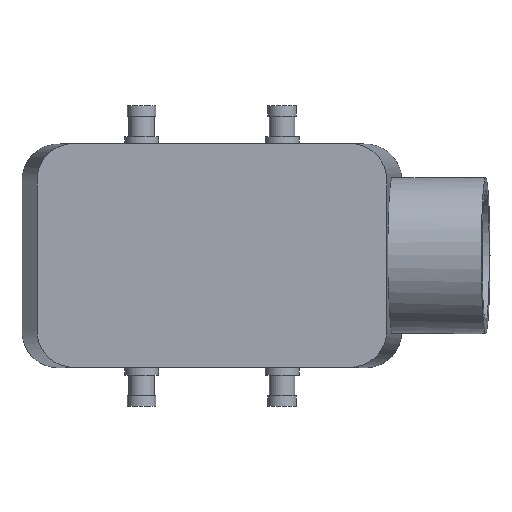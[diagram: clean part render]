
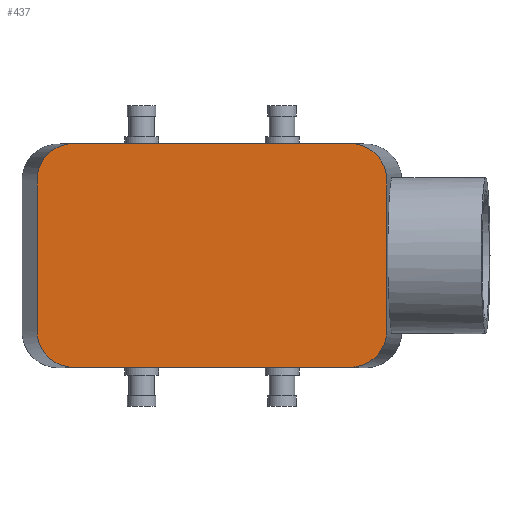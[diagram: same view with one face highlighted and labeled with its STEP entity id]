
A CAD part, top view. The second image highlights one B-rep face of the part: STEP entity #437.
In plain terms, the highlighted planar face has unit normal (0, 0, 1).
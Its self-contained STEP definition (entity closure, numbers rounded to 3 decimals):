
#437 = ADVANCED_FACE( '', ( #950 ), #951, .T. );
#950 = FACE_OUTER_BOUND( '', #1518, .T. );
#951 = PLANE( '', #1519 );
#1518 = EDGE_LOOP( '', ( #2778, #2779, #2780, #2781, #2782, #2783, #2784, #2785 ) );
#1519 = AXIS2_PLACEMENT_3D( '', #2786, #2787, #2788 );
#2778 = ORIENTED_EDGE( '', *, *, #3268, .T. );
#2779 = ORIENTED_EDGE( '', *, *, #3684, .T. );
#2780 = ORIENTED_EDGE( '', *, *, #3265, .F. );
#2781 = ORIENTED_EDGE( '', *, *, #3657, .F. );
#2782 = ORIENTED_EDGE( '', *, *, #3289, .T. );
#2783 = ORIENTED_EDGE( '', *, *, #3685, .F. );
#2784 = ORIENTED_EDGE( '', *, *, #3686, .F. );
#2785 = ORIENTED_EDGE( '', *, *, #3477, .T. );
#2786 = CARTESIAN_POINT( '', ( -33.6, 0., 72. ) );
#2787 = DIRECTION( '', ( 0., 0., 1. ) );
#2788 = DIRECTION( '', ( 1., 0., 0. ) );
#3265 = EDGE_CURVE( '', #3862, #3841, #3864, .T. );
#3268 = EDGE_CURVE( '', #3869, #3866, #3870, .T. );
#3289 = EDGE_CURVE( '', #3907, #3905, #3908, .T. );
#3477 = EDGE_CURVE( '', #4212, #3869, #4213, .T. );
#3657 = EDGE_CURVE( '', #3907, #3862, #4459, .T. );
#3684 = EDGE_CURVE( '', #3866, #3841, #4489, .T. );
#3685 = EDGE_CURVE( '', #4490, #3905, #4491, .T. );
#3686 = EDGE_CURVE( '', #4212, #4490, #4492, .T. );
#3841 = VERTEX_POINT( '', #4716 );
#3862 = VERTEX_POINT( '', #4746 );
#3864 = ELLIPSE( '', #4749, 7.011, 7. );
#3866 = VERTEX_POINT( '', #4751 );
#3869 = VERTEX_POINT( '', #4755 );
#3870 = ELLIPSE( '', #4756, 7.011, 7. );
#3905 = VERTEX_POINT( '', #4806 );
#3907 = VERTEX_POINT( '', #4809 );
#3908 = ELLIPSE( '', #4810, 7.011, 7. );
#4212 = VERTEX_POINT( '', #5301 );
#4213 = LINE( '', #5302, #5303 );
#4459 = LINE( '', #5715, #5716 );
#4489 = LINE( '', #5757, #5758 );
#4490 = VERTEX_POINT( '', #5759 );
#4491 = LINE( '', #5760, #5761 );
#4492 = ELLIPSE( '', #5762, 7.011, 7. );
#4716 = CARTESIAN_POINT( '', ( 26.589, -21.5, 72. ) );
#4746 = CARTESIAN_POINT( '', ( 33.6, -14.5, 72. ) );
#4749 = AXIS2_PLACEMENT_3D( '', #5924, #5925, #5926 );
#4751 = CARTESIAN_POINT( '', ( -26.589, -21.5, 72. ) );
#4755 = CARTESIAN_POINT( '', ( -33.6, -14.5, 72. ) );
#4756 = AXIS2_PLACEMENT_3D( '', #5928, #5929, #5930 );
#4806 = CARTESIAN_POINT( '', ( 26.589, 21.5, 72. ) );
#4809 = CARTESIAN_POINT( '', ( 33.6, 14.5, 72. ) );
#4810 = AXIS2_PLACEMENT_3D( '', #5950, #5951, #5952 );
#5301 = CARTESIAN_POINT( '', ( -33.6, 14.5, 72. ) );
#5302 = CARTESIAN_POINT( '', ( -33.6, 0., 72. ) );
#5303 = VECTOR( '', #6144, 1000. );
#5715 = CARTESIAN_POINT( '', ( 33.6, 0., 72. ) );
#5716 = VECTOR( '', #6298, 1000. );
#5757 = CARTESIAN_POINT( '', ( -33.6, -21.5, 72. ) );
#5758 = VECTOR( '', #6316, 1000. );
#5759 = CARTESIAN_POINT( '', ( -26.589, 21.5, 72. ) );
#5760 = CARTESIAN_POINT( '', ( -33.6, 21.5, 72. ) );
#5761 = VECTOR( '', #6317, 1000. );
#5762 = AXIS2_PLACEMENT_3D( '', #6318, #6319, #6320 );
#5924 = CARTESIAN_POINT( '', ( 26.589, -14.5, 72. ) );
#5925 = DIRECTION( '', ( 0., 0., -1. ) );
#5926 = DIRECTION( '', ( 1., 0., 0. ) );
#5928 = CARTESIAN_POINT( '', ( -26.589, -14.5, 72. ) );
#5929 = DIRECTION( '', ( 0., 0., 1. ) );
#5930 = DIRECTION( '', ( -1., 0., 0. ) );
#5950 = CARTESIAN_POINT( '', ( 26.589, 14.5, 72. ) );
#5951 = DIRECTION( '', ( 0., 0., 1. ) );
#5952 = DIRECTION( '', ( 1., 0., 0. ) );
#6144 = DIRECTION( '', ( 0., -1., 0. ) );
#6298 = DIRECTION( '', ( 0., -1., 0. ) );
#6316 = DIRECTION( '', ( 1., 0., 0. ) );
#6317 = DIRECTION( '', ( 1., 0., 0. ) );
#6318 = CARTESIAN_POINT( '', ( -26.589, 14.5, 72. ) );
#6319 = DIRECTION( '', ( 0., 0., -1. ) );
#6320 = DIRECTION( '', ( -1., 0., 0. ) );
